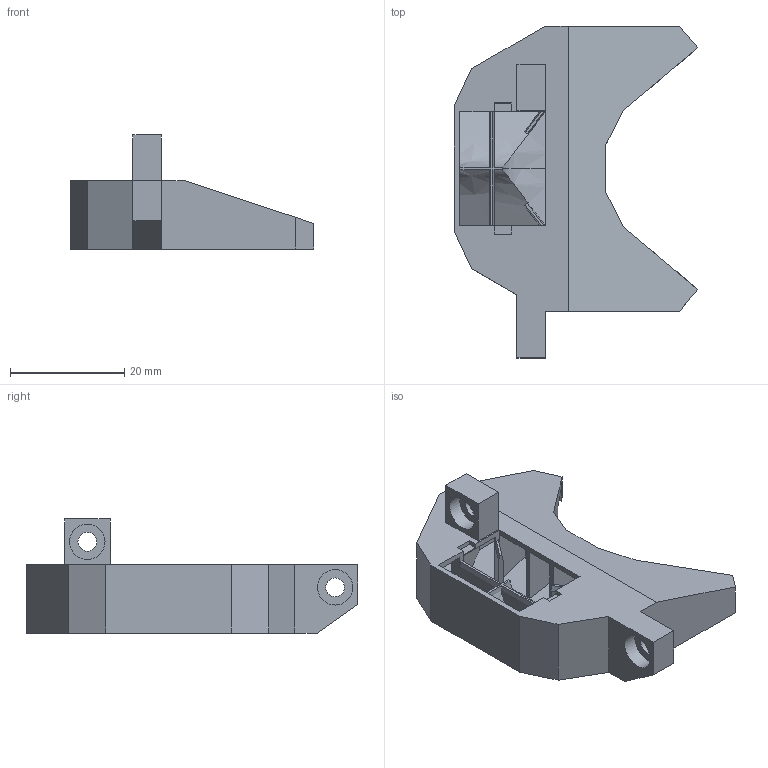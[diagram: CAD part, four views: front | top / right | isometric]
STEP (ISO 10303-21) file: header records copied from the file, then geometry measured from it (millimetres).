
FILE_DESCRIPTION(/* description */ (''),/* implementation_level */ '2;1');
FILE_NAME(/* name */ 'PartFanDuct.step',/* time_stamp */ '2023-05-31T15:18:01-05:00',/* author */ ('WubbGmbaa'),/* organization */ (''),/* preprocessor_version */ 'ST-DEVELOPER v18.1',/* originating_system */ 'Autodesk Inventor 2021',/* authorisation */ '');
FILE_SCHEMA (('AUTOMOTIVE_DESIGN { 1 0 10303 214 3 1 1 }'));
Length unit declared in the file: millimetre
Products named in the file (3): Assembly1; Part1; Part2
Assembly tree (2 placements, depth 2):
  Assembly1
    Part1
    Part2
Bounding box: 42.71 x 58.2 x 20 mm (x, y, z)
Volume: 6282.5 mm3; surface area: 10606.6 mm2
Topology: 1 solids, 1 shells, 151 faces, 457 edges, 298 vertices
Faces by surface type: plane 141, bspline 6, cylinder 4
Full cylindrical faces by diameter (mm): 3.3 x2, 6.2 x2
Entity records: 5412 total; most frequent: CARTESIAN_POINT 1080, ORIENTED_EDGE 914, DIRECTION 746, EDGE_CURVE 457, LINE 430, VECTOR 430, VERTEX_POINT 298, EDGE_LOOP 159
